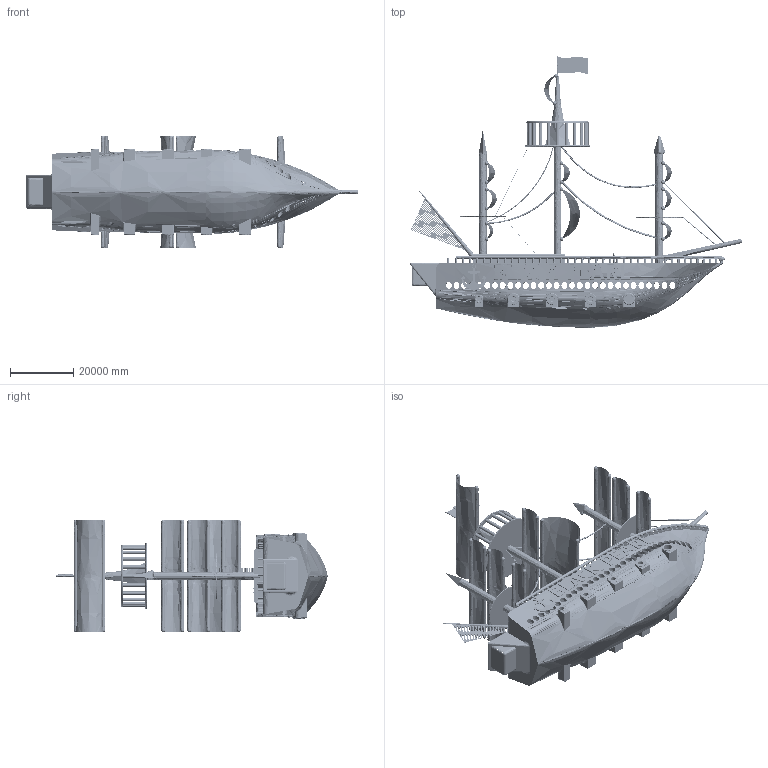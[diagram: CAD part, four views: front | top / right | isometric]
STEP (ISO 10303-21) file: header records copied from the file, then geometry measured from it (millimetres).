
FILE_DESCRIPTION(('FreeCAD Model'),'2;1');
FILE_NAME('Open CASCADE Shape Model','2025-05-05T18:23:38',('FreeCAD'),( 'FreeCAD'),'Open CASCADE STEP processor 7.6','FreeCAD','Unknown');
FILE_SCHEMA(('AUTOMOTIVE_DESIGN { 1 0 10303 214 1 1 1 1 }'));
Products named in the file (1): Open CASCADE STEP translator 7.6 1
Bounding box: 105329.19 x 86091.18 x 35674.11 mm (x, y, z)
Surface area: 26327987107.7 mm2 (no closed solid volume)
Topology: 0 solids, 5166 shells, 5166 faces, 28410 edges, 28350 vertices
Faces by surface type: bspline 5166
Entity records: 437158 total; most frequent: CARTESIAN_POINT 295550, VERTEX_POINT 28354, ORIENTED_EDGE 28353, EDGE_CURVE 28353, B_SPLINE_CURVE_WITH_KNOTS 24400, FACE_BOUND 6412, EDGE_LOOP 6412, SHELL_BASED_SURFACE_MODEL 5166
